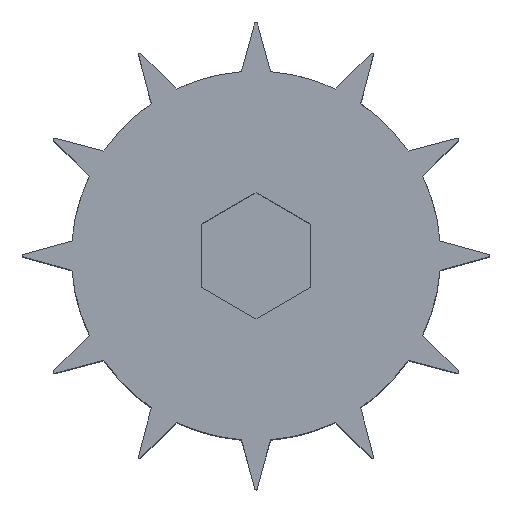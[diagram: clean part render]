
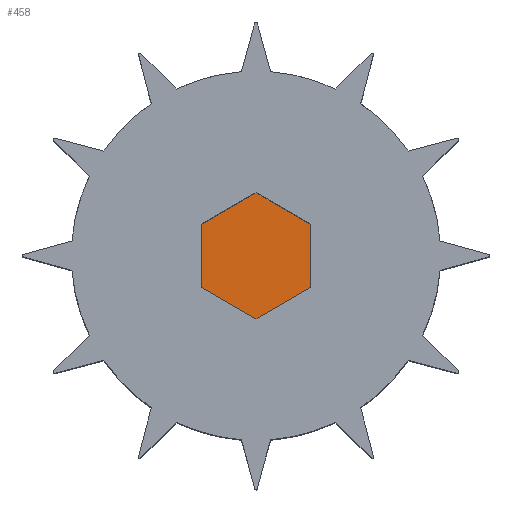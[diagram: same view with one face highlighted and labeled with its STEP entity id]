
A CAD part, top view. The second image highlights one B-rep face of the part: STEP entity #458.
In plain terms, the highlighted planar face has unit normal (0, 0, 1).
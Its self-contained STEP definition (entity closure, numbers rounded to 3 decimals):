
#458=ADVANCED_FACE('',(#1938),#1940,.T.);
#1938=FACE_BOUND('',#1939,.T.);
#1939=EDGE_LOOP('',(#3224,#3225,#3226,#3227,#3228,#3229));
#1940=PLANE('',#1941);
#1941=AXIS2_PLACEMENT_3D('',#1942,#1943,#1944);
#1942=CARTESIAN_POINT('',(0.,0.,7.9));
#1943=DIRECTION('',(0.,0.,1.));
#1944=DIRECTION('',(-1.,0.,0.));
#3224=ORIENTED_EDGE('',*,*,#3993,.T.);
#3225=ORIENTED_EDGE('',*,*,#3991,.T.);
#3226=ORIENTED_EDGE('',*,*,#3989,.T.);
#3227=ORIENTED_EDGE('',*,*,#3987,.T.);
#3228=ORIENTED_EDGE('',*,*,#3985,.T.);
#3229=ORIENTED_EDGE('',*,*,#3983,.T.);
#3983=EDGE_CURVE('',#4529,#4527,#4530,.T.);
#3985=EDGE_CURVE('',#4532,#4529,#4533,.T.);
#3987=EDGE_CURVE('',#4535,#4532,#4536,.T.);
#3989=EDGE_CURVE('',#4538,#4535,#4539,.T.);
#3991=EDGE_CURVE('',#4541,#4538,#4542,.T.);
#3993=EDGE_CURVE('',#4527,#4541,#4544,.T.);
#4527=VERTEX_POINT('',#5483);
#4529=VERTEX_POINT('',#5487);
#4530=LINE('',#5488,#5489);
#4532=VERTEX_POINT('',#5494);
#4533=LINE('',#5495,#5496);
#4535=VERTEX_POINT('',#5501);
#4536=LINE('',#5502,#5503);
#4538=VERTEX_POINT('',#5508);
#4539=LINE('',#5509,#5510);
#4541=VERTEX_POINT('',#5515);
#4542=LINE('',#5516,#5517);
#4544=LINE('',#5522,#5523);
#5483=CARTESIAN_POINT('',(0.,-4.792,7.9));
#5487=CARTESIAN_POINT('',(-4.15,-2.396,7.9));
#5488=CARTESIAN_POINT('',(-4.15,-2.396,7.9));
#5489=VECTOR('',#5490,1.);
#5490=DIRECTION('',(0.866,-0.5,0.));
#5494=CARTESIAN_POINT('',(-4.15,2.396,7.9));
#5495=CARTESIAN_POINT('',(-4.15,2.396,7.9));
#5496=VECTOR('',#5497,1.);
#5497=DIRECTION('',(0.,-1.,0.));
#5501=CARTESIAN_POINT('',(0.,4.792,7.9));
#5502=CARTESIAN_POINT('',(0.,4.792,7.9));
#5503=VECTOR('',#5504,1.);
#5504=DIRECTION('',(-0.866,-0.5,0.));
#5508=CARTESIAN_POINT('',(4.15,2.396,7.9));
#5509=CARTESIAN_POINT('',(4.15,2.396,7.9));
#5510=VECTOR('',#5511,1.);
#5511=DIRECTION('',(-0.866,0.5,0.));
#5515=CARTESIAN_POINT('',(4.15,-2.396,7.9));
#5516=CARTESIAN_POINT('',(4.15,-2.396,7.9));
#5517=VECTOR('',#5518,1.);
#5518=DIRECTION('',(0.,1.,0.));
#5522=CARTESIAN_POINT('',(0.,-4.792,7.9));
#5523=VECTOR('',#5524,1.);
#5524=DIRECTION('',(0.866,0.5,0.));
